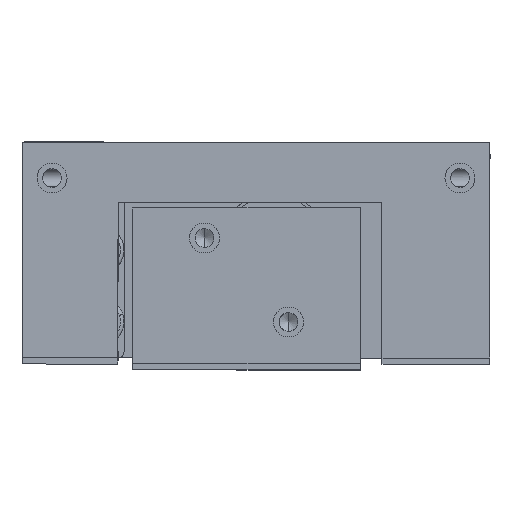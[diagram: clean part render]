
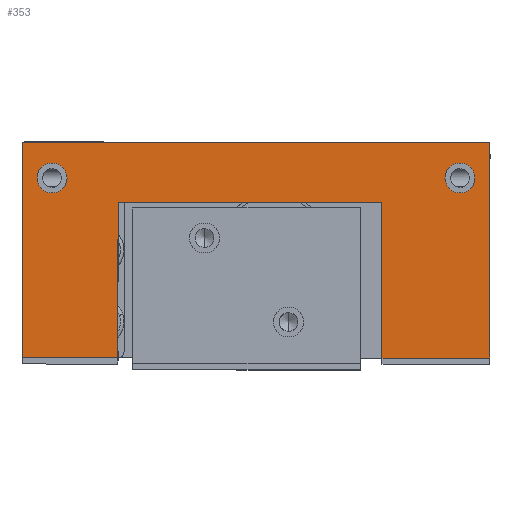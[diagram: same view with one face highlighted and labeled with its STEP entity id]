
A CAD part, left-side view. The second image highlights one B-rep face of the part: STEP entity #353.
In plain terms, the highlighted planar face has unit normal (-1, 0, 0).
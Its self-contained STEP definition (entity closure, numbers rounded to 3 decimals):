
#353=ADVANCED_FACE('',(#939,#553,#554),#8540,.T.);
#553=FACE_BOUND('',#1471,.T.);
#554=FACE_BOUND('',#1472,.T.);
#939=FACE_OUTER_BOUND('',#1470,.T.);
#1470=EDGE_LOOP('',(#3507,#3508,#3509,#3510,#3511,#3512,#3513,#3514));
#1471=EDGE_LOOP('',(#3515,#3516));
#1472=EDGE_LOOP('',(#3517,#3518));
#3507=ORIENTED_EDGE('',*,*,#5394,.T.);
#3508=ORIENTED_EDGE('',*,*,#5395,.T.);
#3509=ORIENTED_EDGE('',*,*,#5396,.T.);
#3510=ORIENTED_EDGE('',*,*,#5390,.F.);
#3511=ORIENTED_EDGE('',*,*,#5397,.T.);
#3512=ORIENTED_EDGE('',*,*,#5398,.T.);
#3513=ORIENTED_EDGE('',*,*,#5399,.T.);
#3514=ORIENTED_EDGE('',*,*,#5386,.F.);
#3515=ORIENTED_EDGE('',*,*,#5678,.T.);
#3516=ORIENTED_EDGE('',*,*,#5773,.T.);
#3517=ORIENTED_EDGE('',*,*,#5679,.T.);
#3518=ORIENTED_EDGE('',*,*,#5776,.T.);
#5386=EDGE_CURVE('',#7782,#7783,#7025,.T.);
#5390=EDGE_CURVE('',#7786,#7787,#7029,.T.);
#5394=EDGE_CURVE('',#7782,#7790,#7033,.T.);
#5395=EDGE_CURVE('',#7790,#7791,#7034,.T.);
#5396=EDGE_CURVE('',#7791,#7787,#7035,.T.);
#5397=EDGE_CURVE('',#7786,#7792,#7036,.T.);
#5398=EDGE_CURVE('',#7792,#7793,#7037,.T.);
#5399=EDGE_CURVE('',#7793,#7783,#7038,.T.);
#5678=EDGE_CURVE('',#7779,#8010,#6208,.T.);
#5679=EDGE_CURVE('',#7781,#8012,#6209,.T.);
#5773=EDGE_CURVE('',#8010,#7779,#6280,.T.);
#5776=EDGE_CURVE('',#8012,#7781,#6282,.T.);
#6208=(
BOUNDED_CURVE()
B_SPLINE_CURVE(2,(#43073,#43074,#43075,#43076,#43077),.UNSPECIFIED.,.F.,
 .F.)
B_SPLINE_CURVE_WITH_KNOTS((3,2,3),(-3.927,-1.963,
0.),.UNSPECIFIED.)
CURVE()
GEOMETRIC_REPRESENTATION_ITEM()
RATIONAL_B_SPLINE_CURVE((1.,0.707,1.,0.707,1.))
REPRESENTATION_ITEM('')
);
#6209=(
BOUNDED_CURVE()
B_SPLINE_CURVE(2,(#43078,#43079,#43080,#43081,#43082),.UNSPECIFIED.,.F.,
 .F.)
B_SPLINE_CURVE_WITH_KNOTS((3,2,3),(-3.927,-1.963,
0.),.UNSPECIFIED.)
CURVE()
GEOMETRIC_REPRESENTATION_ITEM()
RATIONAL_B_SPLINE_CURVE((1.,0.707,1.,0.707,1.))
REPRESENTATION_ITEM('')
);
#6280=(
BOUNDED_CURVE()
B_SPLINE_CURVE(2,(#43868,#43869,#43870,#43871,#43872),.UNSPECIFIED.,.F.,
 .F.)
B_SPLINE_CURVE_WITH_KNOTS((3,2,3),(0.,1.963,
3.927),.UNSPECIFIED.)
CURVE()
GEOMETRIC_REPRESENTATION_ITEM()
RATIONAL_B_SPLINE_CURVE((1.,0.707,1.,0.707,1.))
REPRESENTATION_ITEM('')
);
#6282=(
BOUNDED_CURVE()
B_SPLINE_CURVE(2,(#43880,#43881,#43882,#43883,#43884),.UNSPECIFIED.,.F.,
 .F.)
B_SPLINE_CURVE_WITH_KNOTS((3,2,3),(0.,1.963,
3.927),.UNSPECIFIED.)
CURVE()
GEOMETRIC_REPRESENTATION_ITEM()
RATIONAL_B_SPLINE_CURVE((1.,0.707,1.,0.707,1.))
REPRESENTATION_ITEM('')
);
#7025=B_SPLINE_CURVE_WITH_KNOTS('',1,(#41888,#41889),.UNSPECIFIED.,.F.,
 .F.,(2,2),(0.,9.),.UNSPECIFIED.);
#7029=B_SPLINE_CURVE_WITH_KNOTS('',1,(#41896,#41897),.UNSPECIFIED.,.F.,
 .F.,(2,2),(0.,8.),.UNSPECIFIED.);
#7033=B_SPLINE_CURVE_WITH_KNOTS('',1,(#41904,#41905),.UNSPECIFIED.,.F.,
 .F.,(2,2),(0.,18.),.UNSPECIFIED.);
#7034=B_SPLINE_CURVE_WITH_KNOTS('',1,(#41906,#41907),.UNSPECIFIED.,.F.,
 .F.,(2,2),(0.,39.),.UNSPECIFIED.);
#7035=B_SPLINE_CURVE_WITH_KNOTS('',1,(#41908,#41909),.UNSPECIFIED.,.F.,
 .F.,(2,2),(0.,18.),.UNSPECIFIED.);
#7036=B_SPLINE_CURVE_WITH_KNOTS('',1,(#41910,#41911),.UNSPECIFIED.,.F.,
 .F.,(2,2),(0.,13.),.UNSPECIFIED.);
#7037=B_SPLINE_CURVE_WITH_KNOTS('',1,(#41912,#41913),.UNSPECIFIED.,.F.,
 .F.,(2,2),(0.,22.),.UNSPECIFIED.);
#7038=B_SPLINE_CURVE_WITH_KNOTS('',1,(#41914,#41915),.UNSPECIFIED.,.F.,
 .F.,(2,2),(0.,13.),.UNSPECIFIED.);
#7779=VERTEX_POINT('',#28645);
#7781=VERTEX_POINT('',#28647);
#7782=VERTEX_POINT('',#28648);
#7783=VERTEX_POINT('',#28649);
#7786=VERTEX_POINT('',#28652);
#7787=VERTEX_POINT('',#28653);
#7790=VERTEX_POINT('',#28656);
#7791=VERTEX_POINT('',#28657);
#7792=VERTEX_POINT('',#28658);
#7793=VERTEX_POINT('',#28659);
#8010=VERTEX_POINT('',#28876);
#8012=VERTEX_POINT('',#28878);
#8540=PLANE('',#8876);
#8876=AXIS2_PLACEMENT_3D('',#27286,#9277,$);
#9277=DIRECTION('',(-1.,0.,0.));
#27286=CARTESIAN_POINT('',(-35.,-23.52,20.92));
#28645=CARTESIAN_POINT('',(-35.,15.75,16.));
#28647=CARTESIAN_POINT('',(-35.,-18.25,16.));
#28648=CARTESIAN_POINT('',(-35.,-19.5,1.));
#28649=CARTESIAN_POINT('',(-35.,-10.5,1.));
#28652=CARTESIAN_POINT('',(-35.,11.5,1.));
#28653=CARTESIAN_POINT('',(-35.,19.5,1.));
#28656=CARTESIAN_POINT('',(-35.,-19.5,19.));
#28657=CARTESIAN_POINT('',(-35.,19.5,19.));
#28658=CARTESIAN_POINT('',(-35.,11.5,14.));
#28659=CARTESIAN_POINT('',(-35.,-10.5,14.));
#28876=CARTESIAN_POINT('',(-35.,18.25,16.));
#28878=CARTESIAN_POINT('',(-35.,-15.75,16.));
#41888=CARTESIAN_POINT('',(-35.,-19.5,1.));
#41889=CARTESIAN_POINT('',(-35.,-10.5,1.));
#41896=CARTESIAN_POINT('',(-35.,11.5,1.));
#41897=CARTESIAN_POINT('',(-35.,19.5,1.));
#41904=CARTESIAN_POINT('',(-35.,-19.5,1.));
#41905=CARTESIAN_POINT('',(-35.,-19.5,19.));
#41906=CARTESIAN_POINT('',(-35.,-19.5,19.));
#41907=CARTESIAN_POINT('',(-35.,19.5,19.));
#41908=CARTESIAN_POINT('',(-35.,19.5,19.));
#41909=CARTESIAN_POINT('',(-35.,19.5,1.));
#41910=CARTESIAN_POINT('',(-35.,11.5,1.));
#41911=CARTESIAN_POINT('',(-35.,11.5,14.));
#41912=CARTESIAN_POINT('',(-35.,11.5,14.));
#41913=CARTESIAN_POINT('',(-35.,-10.5,14.));
#41914=CARTESIAN_POINT('',(-35.,-10.5,14.));
#41915=CARTESIAN_POINT('',(-35.,-10.5,1.));
#43073=CARTESIAN_POINT('',(-35.,15.75,16.));
#43074=CARTESIAN_POINT('',(-35.,15.75,14.75));
#43075=CARTESIAN_POINT('',(-35.,17.,14.75));
#43076=CARTESIAN_POINT('',(-35.,18.25,14.75));
#43077=CARTESIAN_POINT('',(-35.,18.25,16.));
#43078=CARTESIAN_POINT('',(-35.,-18.25,16.));
#43079=CARTESIAN_POINT('',(-35.,-18.25,14.75));
#43080=CARTESIAN_POINT('',(-35.,-17.,14.75));
#43081=CARTESIAN_POINT('',(-35.,-15.75,14.75));
#43082=CARTESIAN_POINT('',(-35.,-15.75,16.));
#43868=CARTESIAN_POINT('',(-35.,18.25,16.));
#43869=CARTESIAN_POINT('',(-35.,18.25,17.25));
#43870=CARTESIAN_POINT('',(-35.,17.,17.25));
#43871=CARTESIAN_POINT('',(-35.,15.75,17.25));
#43872=CARTESIAN_POINT('',(-35.,15.75,16.));
#43880=CARTESIAN_POINT('',(-35.,-15.75,16.));
#43881=CARTESIAN_POINT('',(-35.,-15.75,17.25));
#43882=CARTESIAN_POINT('',(-35.,-17.,17.25));
#43883=CARTESIAN_POINT('',(-35.,-18.25,17.25));
#43884=CARTESIAN_POINT('',(-35.,-18.25,16.));
